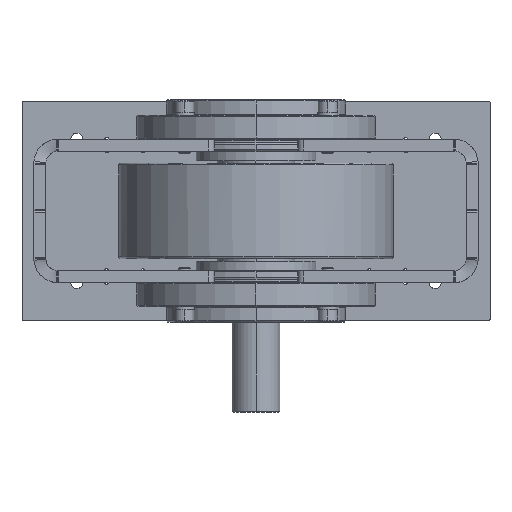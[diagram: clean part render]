
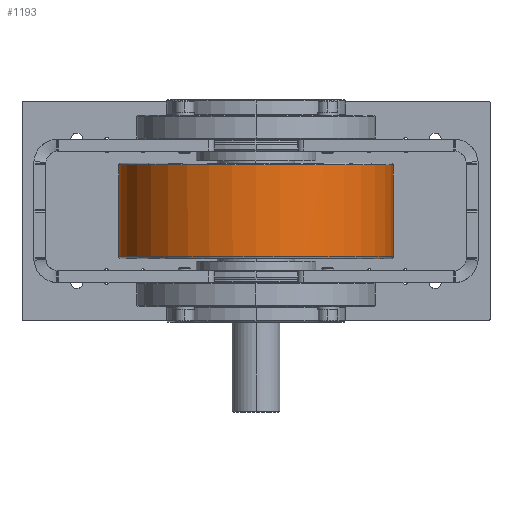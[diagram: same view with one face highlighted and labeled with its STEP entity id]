
A CAD part, front view. The second image highlights one B-rep face of the part: STEP entity #1193.
In plain terms, the highlighted cylindrical face has radius 115 mm (diameter 230 mm), a partial arc.
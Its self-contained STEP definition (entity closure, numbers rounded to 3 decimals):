
#1193=ADVANCED_FACE('',(#3077),#3078,.T.);
#3077=FACE_OUTER_BOUND('',#5998,.T.);
#3078=CYLINDRICAL_SURFACE('',#5999,115.0);
#5998=EDGE_LOOP('',(#10367,#10368,#10369,#10370,#10371,#10372));
#5999=AXIS2_PLACEMENT_3D('',#10373,#10374,#10375);
#10367=ORIENTED_EDGE('',*,*,#17001,.T.);
#10368=ORIENTED_EDGE('',*,*,#16002,.F.);
#10369=ORIENTED_EDGE('',*,*,#17003,.F.);
#10370=ORIENTED_EDGE('',*,*,#16999,.F.);
#10371=ORIENTED_EDGE('',*,*,#16995,.F.);
#10372=ORIENTED_EDGE('',*,*,#16014,.F.);
#10373=CARTESIAN_POINT('',(0.0,-135.0,-44.0));
#10374=DIRECTION('',(-0.0,0.0,-1.0));
#10375=DIRECTION('',(-1.0,0.0,0.0));
#16002=EDGE_CURVE('',#19186,#19189,#19190,.T.);
#16014=EDGE_CURVE('',#19209,#19205,#19211,.T.);
#16995=EDGE_CURVE('',#19205,#19200,#20837,.T.);
#16999=EDGE_CURVE('',#19200,#19180,#20841,.T.);
#17001=EDGE_CURVE('',#19209,#19189,#20843,.T.);
#17003=EDGE_CURVE('',#19180,#19186,#20845,.T.);
#19180=VERTEX_POINT('',#23685);
#19186=VERTEX_POINT('',#23691);
#19189=VERTEX_POINT('',#23694);
#19190=CIRCLE('',#23695,115.0);
#19200=VERTEX_POINT('',#23705);
#19205=VERTEX_POINT('',#23710);
#19209=VERTEX_POINT('',#23714);
#19211=CIRCLE('',#23716,115.0);
#20837=CIRCLE('',#25940,115.0);
#20841=LINE('',#25944,#25945);
#20843=LINE('',#25947,#25948);
#20845=CIRCLE('',#25950,115.0);
#23685=CARTESIAN_POINT('',(115.0,-135.0,-38.5));
#23691=CARTESIAN_POINT('',(-114.998,-135.732,-38.5));
#23694=CARTESIAN_POINT('',(-115.0,-135.0,-38.5));
#23695=AXIS2_PLACEMENT_3D('',#29349,#29350,#29351);
#23705=CARTESIAN_POINT('',(115.0,-135.0,38.5));
#23710=CARTESIAN_POINT('',(114.999,-135.515,38.5));
#23714=CARTESIAN_POINT('',(-115.0,-135.0,38.5));
#23716=AXIS2_PLACEMENT_3D('',#29379,#29380,#29381);
#25940=AXIS2_PLACEMENT_3D('',#31154,#31155,#31156);
#25944=CARTESIAN_POINT('',(115.0,-135.,38.5));
#25945=VECTOR('',#31160,77.0);
#25947=CARTESIAN_POINT('',(-115.0,-135.,38.5));
#25948=VECTOR('',#31164,77.0);
#25950=AXIS2_PLACEMENT_3D('',#31165,#31166,#31167);
#29349=CARTESIAN_POINT('',(0.0,-135.0,-38.5));
#29350=DIRECTION('',(0.0,0.0,-1.0));
#29351=DIRECTION('',(1.0,0.0,0.0));
#29379=CARTESIAN_POINT('',(0.0,-135.0,38.5));
#29380=DIRECTION('',(0.0,0.0,1.0));
#29381=DIRECTION('',(-1.0,0.0,0.0));
#31154=CARTESIAN_POINT('',(0.0,-135.0,38.5));
#31155=DIRECTION('',(0.0,0.0,1.0));
#31156=DIRECTION('',(-1.0,0.0,0.0));
#31160=DIRECTION('',(0.0,0.,-1.0));
#31164=DIRECTION('',(0.0,0.,-1.0));
#31165=CARTESIAN_POINT('',(0.0,-135.0,-38.5));
#31166=DIRECTION('',(0.0,0.0,-1.0));
#31167=DIRECTION('',(1.0,0.0,0.0));
